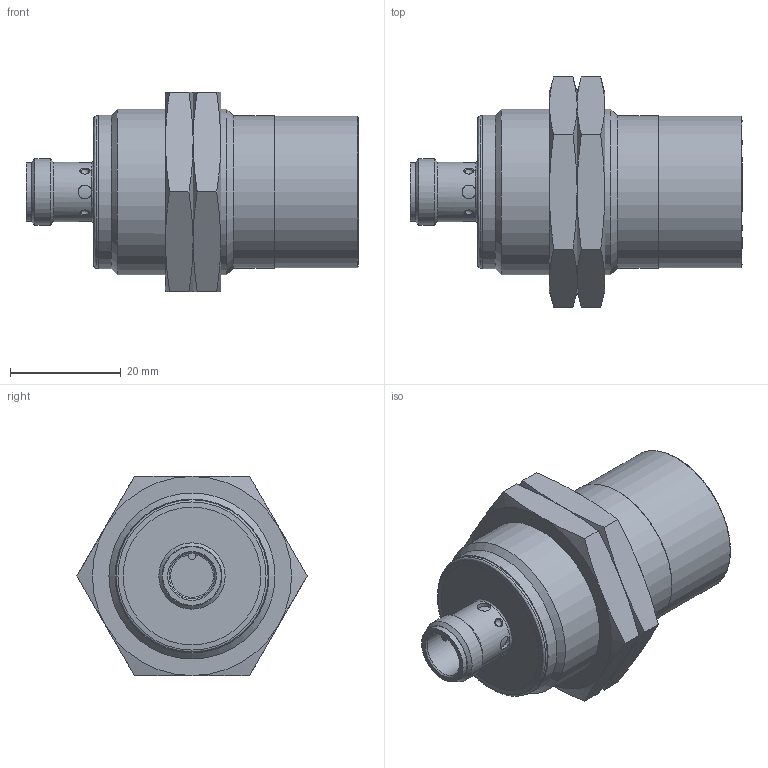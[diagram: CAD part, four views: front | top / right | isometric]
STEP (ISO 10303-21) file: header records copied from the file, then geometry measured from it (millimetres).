
FILE_DESCRIPTION (( 'STEP AP214' ), '1' );
FILE_NAME ('KST-AP-4H.STEP', '2018-08-23T21:33:19', ( '' ), ( '' ), 'SwSTEP 2.0', 'SolidWorks 2017', '' );
FILE_SCHEMA (( 'AUTOMOTIVE_DESIGN' ));
Length unit declared in the file: inch
Products named in the file (1): KST-AP-4H
Bounding box: 60 x 41.57 x 36 mm (x, y, z)
Volume: 36208.5 mm3; surface area: 10087.8 mm2
Topology: 3 solids, 3 shells, 72 faces, 170 edges, 112 vertices
Faces by surface type: plane 25, cylinder 20, cone 14, bspline 13
Full cylindrical faces by diameter (mm): 2.5 x4, 8.3 x1, 10.6 x1, 10.8 x1, 12 x1, 27.4 x1, 27.5 x1, 27.6 x1, 27.8 x1, 28.376 x2, 30 x1
Entity records: 3577 total; most frequent: CARTESIAN_POINT 1320, DIRECTION 228, ORIENTED_EDGE 218, EDGE_LOOP 121, EDGE_CURVE 109, AXIS2_PLACEMENT_3D 104, FACE_OUTER_BOUND 95, VERTEX_POINT 88
